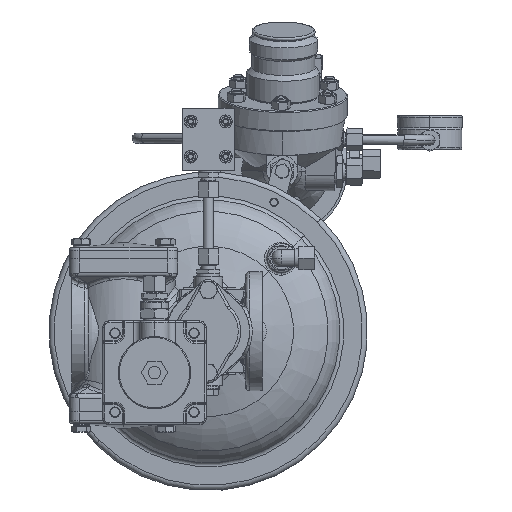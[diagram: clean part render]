
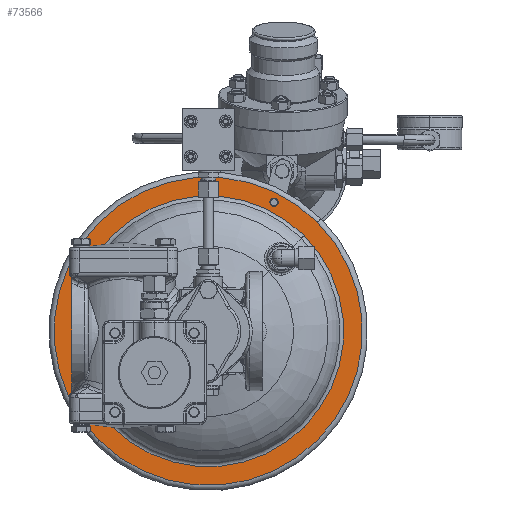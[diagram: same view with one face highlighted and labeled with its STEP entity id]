
A CAD part, front view. The second image highlights one B-rep face of the part: STEP entity #73566.
In plain terms, the highlighted planar face has unit normal (0, -1, 0).
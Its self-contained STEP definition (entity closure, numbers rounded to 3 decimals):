
#238 = CARTESIAN_POINT ( 'NONE',  ( -49.575, 138.759, -92.563 ) ) ;
#1954 = FACE_OUTER_BOUND ( 'NONE', #77976, .T. ) ;
#3688 = DIRECTION ( 'NONE',  ( 0., -1., 0. ) ) ;
#9600 = VERTEX_POINT ( 'NONE', #22456 ) ;
#14091 = ORIENTED_EDGE ( 'NONE', *, *, #76035, .T. ) ;
#14389 = CARTESIAN_POINT ( 'NONE',  ( 106.546, 138.759, 124.741 ) ) ;
#14395 = CIRCLE ( 'NONE', #108396, 149. ) ;
#15998 = ORIENTED_EDGE ( 'NONE', *, *, #48682, .T. ) ;
#18126 = EDGE_CURVE ( 'Defeature ausgef�hrt1_3094+Defeature ausgef�hrt1_3092+Defeature ausgef�hrt1_3092+Defeature ausgef�hrt1_3092', #74753, #94894, #129660, .T. ) ;
#21374 = PLANE ( 'NONE',  #94981 ) ;
#22456 = CARTESIAN_POINT ( 'NONE',  ( 102.68, 138.759, 125.765 ) ) ;
#22941 = ORIENTED_EDGE ( 'NONE', *, *, #83935, .T. ) ;
#28258 = CIRCLE ( 'NONE', #34668, 149. ) ;
#34668 = AXIS2_PLACEMENT_3D ( 'NONE', #79631, #120436, #59553 ) ;
#40047 = DIRECTION ( 'NONE',  ( 0., -1., 0. ) ) ;
#40904 = AXIS2_PLACEMENT_3D ( 'NONE', #83547, #115640, #84898 ) ;
#41582 = CIRCLE ( 'NONE', #77895, 130.904 ) ;
#41917 = EDGE_CURVE ( 'Defeature ausgef�hrt1_3119+Defeature ausgef�hrt1_3094+Defeature ausgef�hrt1_3094+Defeature ausgef�hrt1_3094', #44940, #9600, #117815, .T. ) ;
#42019 = DIRECTION ( 'NONE',  ( -0.707, 0., -0.707 ) ) ;
#42679 = DIRECTION ( 'NONE',  ( -0.707, 0., -0.707 ) ) ;
#44940 = VERTEX_POINT ( 'NONE', #82159 ) ;
#46074 = DIRECTION ( 'NONE',  ( 0., 1., 0. ) ) ;
#47279 = EDGE_LOOP ( 'NONE', ( #55067, #125017 ) ) ;
#48682 = EDGE_CURVE ( 'Defeature ausgef�hrt1_3094+Defeature ausgef�hrt1_3093+Defeature ausgef�hrt1_3093+Defeature ausgef�hrt1_3093', #90474, #116600, #28258, .T. ) ;
#49308 = EDGE_CURVE ( 'Defeature ausgef�hrt1_3119+Defeature ausgef�hrt1_3094+Defeature ausgef�hrt1_3094+Defeature ausgef�hrt1_3094', #9600, #44940, #73328, .T. ) ;
#52067 = DIRECTION ( 'NONE',  ( 0., 1., 0. ) ) ;
#55067 = ORIENTED_EDGE ( 'NONE', *, *, #49308, .F. ) ;
#59553 = DIRECTION ( 'NONE',  ( -0.707, 0., -0.707 ) ) ;
#63545 = DIRECTION ( 'NONE',  ( -0.707, 0., -0.707 ) ) ;
#72035 = AXIS2_PLACEMENT_3D ( 'NONE', #74886, #46074, #63545 ) ;
#73328 = CIRCLE ( 'NONE', #98984, 4. ) ;
#73566 = ADVANCED_FACE ( 'Defeature ausgef�hrt1_3094', ( #122337, #1954, #112280 ), #21374, .F. ) ;
#74194 = EDGE_LOOP ( 'NONE', ( #22941, #89309 ) ) ;
#74753 = VERTEX_POINT ( 'NONE', #117426 ) ;
#74886 = CARTESIAN_POINT ( 'NONE',  ( 42.988, 138.759, 0. ) ) ;
#76035 = EDGE_CURVE ( 'Defeature ausgef�hrt1_3094+Defeature ausgef�hrt1_3093+Defeature ausgef�hrt1_3093+Defeature ausgef�hrt1_3093', #116600, #90474, #14395, .T. ) ;
#77895 = AXIS2_PLACEMENT_3D ( 'NONE', #127640, #96255, #108255 ) ;
#77976 = EDGE_LOOP ( 'NONE', ( #15998, #14091 ) ) ;
#79631 = CARTESIAN_POINT ( 'NONE',  ( 42.988, 138.759, 0. ) ) ;
#82159 = CARTESIAN_POINT ( 'NONE',  ( 110.413, 138.759, 123.716 ) ) ;
#83547 = CARTESIAN_POINT ( 'NONE',  ( 106.546, 138.759, 124.741 ) ) ;
#83935 = EDGE_CURVE ( 'Defeature ausgef�hrt1_3094+Defeature ausgef�hrt1_3092+Defeature ausgef�hrt1_3092+Defeature ausgef�hrt1_3092', #94894, #74753, #41582, .T. ) ;
#84898 = DIRECTION ( 'NONE',  ( 0., 0., 1. ) ) ;
#89309 = ORIENTED_EDGE ( 'NONE', *, *, #18126, .T. ) ;
#90474 = VERTEX_POINT ( 'NONE', #119445 ) ;
#94894 = VERTEX_POINT ( 'NONE', #238 ) ;
#94981 = AXIS2_PLACEMENT_3D ( 'NONE', #104253, #52067, #42679 ) ;
#96255 = DIRECTION ( 'NONE',  ( 0., 1., 0. ) ) ;
#98984 = AXIS2_PLACEMENT_3D ( 'NONE', #14389, #3688, #113367 ) ;
#104253 = CARTESIAN_POINT ( 'NONE',  ( 151.882, 138.759, 108.894 ) ) ;
#108255 = DIRECTION ( 'NONE',  ( -0.707, 0., -0.707 ) ) ;
#108396 = AXIS2_PLACEMENT_3D ( 'NONE', #122324, #40047, #42019 ) ;
#112280 = FACE_BOUND ( 'NONE', #74194, .T. ) ;
#113367 = DIRECTION ( 'NONE',  ( 0., 0., 1. ) ) ;
#115640 = DIRECTION ( 'NONE',  ( 0., -1., 0. ) ) ;
#116600 = VERTEX_POINT ( 'NONE', #130207 ) ;
#117426 = CARTESIAN_POINT ( 'NONE',  ( 135.551, 138.759, 92.563 ) ) ;
#117815 = CIRCLE ( 'NONE', #40904, 4. ) ;
#119445 = CARTESIAN_POINT ( 'NONE',  ( -62.371, 138.759, -105.359 ) ) ;
#120436 = DIRECTION ( 'NONE',  ( 0., -1., 0. ) ) ;
#122324 = CARTESIAN_POINT ( 'NONE',  ( 42.988, 138.759, 0. ) ) ;
#122337 = FACE_BOUND ( 'NONE', #47279, .T. ) ;
#125017 = ORIENTED_EDGE ( 'NONE', *, *, #41917, .F. ) ;
#127640 = CARTESIAN_POINT ( 'NONE',  ( 42.988, 138.759, 0. ) ) ;
#129660 = CIRCLE ( 'NONE', #72035, 130.904 ) ;
#130207 = CARTESIAN_POINT ( 'NONE',  ( 148.347, 138.759, 105.359 ) ) ;
